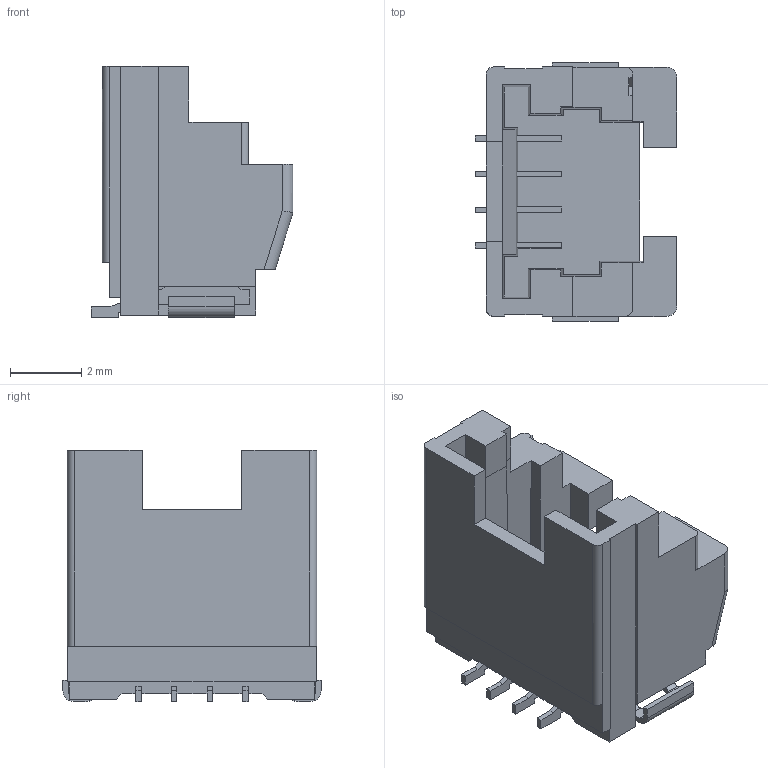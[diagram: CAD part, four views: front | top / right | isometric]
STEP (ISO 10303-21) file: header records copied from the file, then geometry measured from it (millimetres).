
FILE_DESCRIPTION(('CoCreate Modeling STEP Export'),'2;1');
FILE_NAME('DF50A-4P-1V(51).stp','2014-07-30T10:26:01',(''),(''),'CoCreate Modeling STEP processor for AP214 (Solid Model)','CoCreate Modeling 17.0 01-Apr-2010 (C) Parametric Technology GmbH','');
FILE_SCHEMA(('AUTOMOTIVE_DESIGN { 1 0 10303 214 1 1 1 1 }'));
Length unit declared in the file: millimetre
Products named in the file (1): DF50A-4P-1V
Bounding box: 5.67 x 7.25 x 7.05 mm (x, y, z)
Volume: 104.8 mm3; surface area: 326.1 mm2
Topology: 1 solids, 1 shells, 217 faces, 669 edges, 452 vertices
Faces by surface type: plane 189, cylinder 24, bspline 4
Entity records: 7462 total; most frequent: CARTESIAN_POINT 1466, ORIENTED_EDGE 1338, DIRECTION 1105, EDGE_CURVE 669, VECTOR 603, LINE 603, VERTEX_POINT 452, AXIS2_PLACEMENT_3D 251
